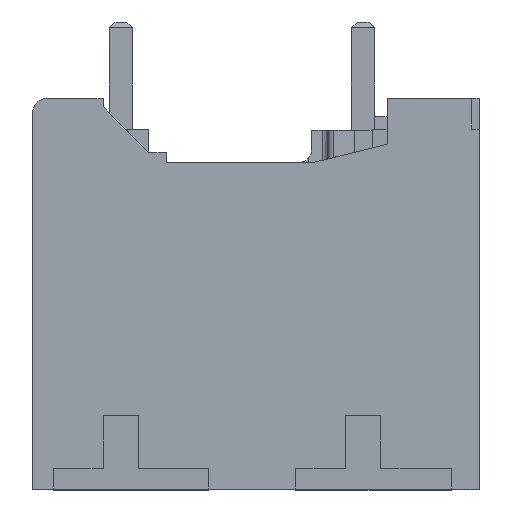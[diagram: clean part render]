
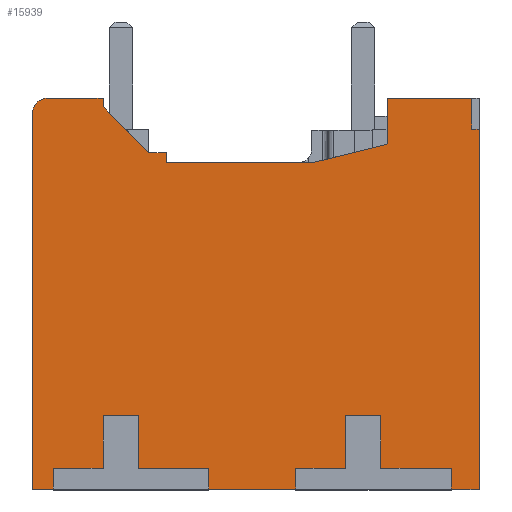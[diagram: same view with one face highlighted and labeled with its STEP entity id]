
A CAD part, top view. The second image highlights one B-rep face of the part: STEP entity #15939.
In plain terms, the highlighted planar face has unit normal (0, 0, 1).
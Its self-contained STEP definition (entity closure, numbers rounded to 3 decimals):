
#94=DIRECTION('',(0.707,0.707,0.));
#95=VECTOR('',#94,0.039);
#96=CARTESIAN_POINT('',(9.032,11.732,2.2));
#97=LINE('',#96,#95);
#98=DIRECTION('',(0.,-1.,0.));
#99=VECTOR('',#98,1.541);
#100=CARTESIAN_POINT('',(9.059,13.3,2.2));
#101=LINE('',#100,#99);
#102=DIRECTION('',(-1.,0.,0.));
#103=VECTOR('',#102,2.878);
#104=CARTESIAN_POINT('',(11.938,13.3,2.2));
#105=LINE('',#104,#103);
#106=DIRECTION('',(0.,1.,0.));
#107=VECTOR('',#106,1.05);
#108=CARTESIAN_POINT('',(11.938,12.25,2.2));
#109=LINE('',#108,#107);
#110=DIRECTION('',(1.,0.,0.));
#111=VECTOR('',#110,0.262);
#112=CARTESIAN_POINT('',(11.938,12.25,2.2));
#113=LINE('',#112,#111);
#114=DIRECTION('',(0.,-1.,0.));
#115=VECTOR('',#114,12.25);
#116=CARTESIAN_POINT('',(12.2,12.25,2.2));
#117=LINE('',#116,#115);
#118=DIRECTION('',(-1.,0.,0.));
#119=VECTOR('',#118,2.4);
#120=CARTESIAN_POINT('',(11.25,0.7,2.2));
#121=LINE('',#120,#119);
#122=DIRECTION('',(-1.,0.,0.));
#123=VECTOR('',#122,1.2);
#124=CARTESIAN_POINT('',(8.85,2.5,2.2));
#125=LINE('',#124,#123);
#126=DIRECTION('',(0.,-1.,0.));
#127=VECTOR('',#126,1.8);
#128=CARTESIAN_POINT('',(7.65,2.5,2.2));
#129=LINE('',#128,#127);
#130=DIRECTION('',(-1.,0.,0.));
#131=VECTOR('',#130,1.7);
#132=CARTESIAN_POINT('',(7.65,0.7,2.2));
#133=LINE('',#132,#131);
#134=DIRECTION('',(0.,-1.,0.));
#135=VECTOR('',#134,0.7);
#136=CARTESIAN_POINT('',(5.95,0.7,2.2));
#137=LINE('',#136,#135);
#138=DIRECTION('',(-1.,0.,0.));
#139=VECTOR('',#138,2.4);
#140=CARTESIAN_POINT('',(3.,0.7,2.2));
#141=LINE('',#140,#139);
#142=DIRECTION('',(-1.,0.,0.));
#143=VECTOR('',#142,1.2);
#144=CARTESIAN_POINT('',(0.6,2.5,2.2));
#145=LINE('',#144,#143);
#146=DIRECTION('',(0.,-1.,0.));
#147=VECTOR('',#146,1.8);
#148=CARTESIAN_POINT('',(-0.6,2.5,2.2));
#149=LINE('',#148,#147);
#150=DIRECTION('',(-1.,0.,0.));
#151=VECTOR('',#150,1.7);
#152=CARTESIAN_POINT('',(-0.6,0.7,2.2));
#153=LINE('',#152,#151);
#154=DIRECTION('',(0.,-1.,0.));
#155=VECTOR('',#154,0.7);
#156=CARTESIAN_POINT('',(-2.3,0.7,2.2));
#157=LINE('',#156,#155);
#158=DIRECTION('',(0.,1.,0.));
#159=VECTOR('',#158,12.8);
#160=CARTESIAN_POINT('',(-3.,0.,2.2));
#161=LINE('',#160,#159);
#162=CARTESIAN_POINT('',(-2.5,12.8,2.2));
#163=DIRECTION('',(0.,0.,-1.));
#164=DIRECTION('',(-1.,0.,0.));
#165=AXIS2_PLACEMENT_3D('',#162,#163,#164);
#167=DIRECTION('',(0.,1.,0.));
#168=VECTOR('',#167,0.295);
#169=CARTESIAN_POINT('',(-0.605,13.005,2.2));
#170=LINE('',#169,#168);
#171=DIRECTION('',(0.707,-0.707,0.));
#172=VECTOR('',#171,2.199);
#173=CARTESIAN_POINT('',(-0.605,13.005,2.2));
#174=LINE('',#173,#172);
#175=DIRECTION('',(-1.,0.,0.));
#176=VECTOR('',#175,0.596);
#177=CARTESIAN_POINT('',(1.546,11.451,2.2));
#178=LINE('',#177,#176);
#179=DIRECTION('',(0.,1.,0.));
#180=VECTOR('',#179,0.351);
#181=CARTESIAN_POINT('',(1.546,11.1,2.2));
#182=LINE('',#181,#180);
#183=DIRECTION('',(1.,0.,0.));
#184=VECTOR('',#183,4.959);
#185=CARTESIAN_POINT('',(1.546,11.1,2.2));
#186=LINE('',#185,#184);
#187=DIRECTION('',(-0.97,-0.243,0.));
#188=VECTOR('',#187,2.604);
#189=CARTESIAN_POINT('',(9.032,11.732,2.2));
#190=LINE('',#189,#188);
#734=DIRECTION('',(1.,0.,0.));
#735=VECTOR('',#734,2.95);
#736=CARTESIAN_POINT('',(3.,0.,2.2));
#737=LINE('',#736,#735);
#746=DIRECTION('',(1.,0.,0.));
#747=VECTOR('',#746,0.95);
#748=CARTESIAN_POINT('',(11.25,0.,2.2));
#749=LINE('',#748,#747);
#799=DIRECTION('',(1.,0.,0.));
#800=VECTOR('',#799,0.7);
#801=CARTESIAN_POINT('',(-3.,0.,2.2));
#802=LINE('',#801,#800);
#1542=DIRECTION('',(0.,-1.,0.));
#1543=VECTOR('',#1542,1.8);
#1544=CARTESIAN_POINT('',(8.85,2.5,2.2));
#1545=LINE('',#1544,#1543);
#1558=DIRECTION('',(0.,-1.,0.));
#1559=VECTOR('',#1558,0.7);
#1560=CARTESIAN_POINT('',(11.25,0.7,2.2));
#1561=LINE('',#1560,#1559);
#1962=DIRECTION('',(-1.,0.,0.));
#1963=VECTOR('',#1962,1.895);
#1964=CARTESIAN_POINT('',(-0.605,13.3,2.2));
#1965=LINE('',#1964,#1963);
#11974=DIRECTION('',(0.,-1.,0.));
#11975=VECTOR('',#11974,1.8);
#11976=CARTESIAN_POINT('',(0.6,2.5,2.2));
#11977=LINE('',#11976,#11975);
#11990=DIRECTION('',(0.,-1.,0.));
#11991=VECTOR('',#11990,0.7);
#11992=CARTESIAN_POINT('',(3.,0.7,2.2));
#11993=LINE('',#11992,#11991);
#12180=CARTESIAN_POINT('',(3.,0.,2.2));
#12181=CARTESIAN_POINT('',(5.95,0.,2.2));
#12182=VERTEX_POINT('',#12180);
#12183=VERTEX_POINT('',#12181);
#12188=CARTESIAN_POINT('',(11.25,0.,2.2));
#12189=VERTEX_POINT('',#12188);
#12190=CARTESIAN_POINT('',(12.2,0.,2.2));
#12191=VERTEX_POINT('',#12190);
#12216=CARTESIAN_POINT('',(-3.,0.,2.2));
#12217=VERTEX_POINT('',#12216);
#12218=CARTESIAN_POINT('',(-2.3,0.,2.2));
#12219=VERTEX_POINT('',#12218);
#12567=CARTESIAN_POINT('',(12.2,12.25,2.2));
#12569=VERTEX_POINT('',#12567);
#12659=CARTESIAN_POINT('',(-2.5,13.3,2.2));
#12661=VERTEX_POINT('',#12659);
#12668=CARTESIAN_POINT('',(7.65,2.5,2.2));
#12669=CARTESIAN_POINT('',(7.65,0.7,2.2));
#12670=VERTEX_POINT('',#12668);
#12671=VERTEX_POINT('',#12669);
#12672=CARTESIAN_POINT('',(5.95,0.7,2.2));
#12673=VERTEX_POINT('',#12672);
#12674=CARTESIAN_POINT('',(3.,0.7,2.2));
#12675=VERTEX_POINT('',#12674);
#12676=CARTESIAN_POINT('',(0.6,0.7,2.2));
#12677=VERTEX_POINT('',#12676);
#12678=CARTESIAN_POINT('',(0.6,2.5,2.2));
#12679=VERTEX_POINT('',#12678);
#12680=CARTESIAN_POINT('',(-0.6,2.5,2.2));
#12681=VERTEX_POINT('',#12680);
#12682=CARTESIAN_POINT('',(-0.6,0.7,2.2));
#12683=VERTEX_POINT('',#12682);
#12684=CARTESIAN_POINT('',(-2.3,0.7,2.2));
#12685=VERTEX_POINT('',#12684);
#12686=CARTESIAN_POINT('',(-3.,12.8,2.2));
#12687=VERTEX_POINT('',#12686);
#12688=CARTESIAN_POINT('',(11.25,0.7,2.2));
#12689=VERTEX_POINT('',#12688);
#12690=CARTESIAN_POINT('',(8.85,0.7,2.2));
#12691=VERTEX_POINT('',#12690);
#12692=CARTESIAN_POINT('',(8.85,2.5,2.2));
#12693=VERTEX_POINT('',#12692);
#13730=CARTESIAN_POINT('',(11.938,13.3,2.2));
#13731=CARTESIAN_POINT('',(9.059,13.3,2.2));
#13732=VERTEX_POINT('',#13730);
#13733=VERTEX_POINT('',#13731);
#13738=CARTESIAN_POINT('',(1.546,11.451,2.2));
#13740=VERTEX_POINT('',#13738);
#13742=CARTESIAN_POINT('',(-0.605,13.3,2.2));
#13744=VERTEX_POINT('',#13742);
#13773=CARTESIAN_POINT('',(6.505,11.1,2.2));
#13775=VERTEX_POINT('',#13773);
#13797=CARTESIAN_POINT('',(1.546,11.1,2.2));
#13799=VERTEX_POINT('',#13797);
#13801=CARTESIAN_POINT('',(0.949,11.451,2.2));
#13803=VERTEX_POINT('',#13801);
#13805=CARTESIAN_POINT('',(-0.605,13.005,2.2));
#13807=VERTEX_POINT('',#13805);
#13835=CARTESIAN_POINT('',(11.938,12.25,2.2));
#13837=VERTEX_POINT('',#13835);
#13883=CARTESIAN_POINT('',(9.059,11.759,2.2));
#13885=VERTEX_POINT('',#13883);
#13887=CARTESIAN_POINT('',(9.032,11.732,2.2));
#13889=VERTEX_POINT('',#13887);
#15870=CARTESIAN_POINT('',(0.,0.,2.2));
#15871=DIRECTION('',(0.,0.,1.));
#15872=DIRECTION('',(1.,0.,0.));
#15873=AXIS2_PLACEMENT_3D('',#15870,#15871,#15872);
#15874=PLANE('',#15873);
#15876=ORIENTED_EDGE('',*,*,#15875,.T.);
#15878=ORIENTED_EDGE('',*,*,#15877,.F.);
#15880=ORIENTED_EDGE('',*,*,#15879,.F.);
#15882=ORIENTED_EDGE('',*,*,#15881,.F.);
#15884=ORIENTED_EDGE('',*,*,#15883,.T.);
#15886=ORIENTED_EDGE('',*,*,#15885,.T.);
#15888=ORIENTED_EDGE('',*,*,#15887,.F.);
#15890=ORIENTED_EDGE('',*,*,#15889,.F.);
#15892=ORIENTED_EDGE('',*,*,#15891,.T.);
#15894=ORIENTED_EDGE('',*,*,#15893,.F.);
#15896=ORIENTED_EDGE('',*,*,#15895,.T.);
#15898=ORIENTED_EDGE('',*,*,#15897,.T.);
#15900=ORIENTED_EDGE('',*,*,#15899,.T.);
#15902=ORIENTED_EDGE('',*,*,#15901,.T.);
#15904=ORIENTED_EDGE('',*,*,#15903,.F.);
#15906=ORIENTED_EDGE('',*,*,#15905,.F.);
#15908=ORIENTED_EDGE('',*,*,#15907,.T.);
#15910=ORIENTED_EDGE('',*,*,#15909,.F.);
#15912=ORIENTED_EDGE('',*,*,#15911,.T.);
#15914=ORIENTED_EDGE('',*,*,#15913,.T.);
#15916=ORIENTED_EDGE('',*,*,#15915,.T.);
#15918=ORIENTED_EDGE('',*,*,#15917,.T.);
#15920=ORIENTED_EDGE('',*,*,#15919,.F.);
#15922=ORIENTED_EDGE('',*,*,#15921,.T.);
#15924=ORIENTED_EDGE('',*,*,#15923,.T.);
#15926=ORIENTED_EDGE('',*,*,#15925,.F.);
#15928=ORIENTED_EDGE('',*,*,#15927,.F.);
#15929=ORIENTED_EDGE('',*,*,#15857,.T.);
#15930=ORIENTED_EDGE('',*,*,#15846,.F.);
#15932=ORIENTED_EDGE('',*,*,#15931,.F.);
#15934=ORIENTED_EDGE('',*,*,#15933,.T.);
#15936=ORIENTED_EDGE('',*,*,#15935,.F.);
#15937=EDGE_LOOP('',(#15876,#15878,#15880,#15882,#15884,#15886,#15888,#15890,
#15892,#15894,#15896,#15898,#15900,#15902,#15904,#15906,#15908,#15910,#15912,
#15914,#15916,#15918,#15920,#15922,#15924,#15926,#15928,#15929,#15930,#15932,
#15934,#15936));
#15938=FACE_OUTER_BOUND('',#15937,.F.);
#166=CIRCLE('',#165,0.5);
#15846=EDGE_CURVE('',#13740,#13803,#178,.T.);
#15857=EDGE_CURVE('',#13807,#13803,#174,.T.);
#15875=EDGE_CURVE('',#13889,#13885,#97,.T.);
#15877=EDGE_CURVE('',#13733,#13885,#101,.T.);
#15879=EDGE_CURVE('',#13732,#13733,#105,.T.);
#15881=EDGE_CURVE('',#13837,#13732,#109,.T.);
#15883=EDGE_CURVE('',#13837,#12569,#113,.T.);
#15885=EDGE_CURVE('',#12569,#12191,#117,.T.);
#15887=EDGE_CURVE('',#12189,#12191,#749,.T.);
#15889=EDGE_CURVE('',#12689,#12189,#1561,.T.);
#15891=EDGE_CURVE('',#12689,#12691,#121,.T.);
#15893=EDGE_CURVE('',#12693,#12691,#1545,.T.);
#15895=EDGE_CURVE('',#12693,#12670,#125,.T.);
#15897=EDGE_CURVE('',#12670,#12671,#129,.T.);
#15899=EDGE_CURVE('',#12671,#12673,#133,.T.);
#15901=EDGE_CURVE('',#12673,#12183,#137,.T.);
#15903=EDGE_CURVE('',#12182,#12183,#737,.T.);
#15905=EDGE_CURVE('',#12675,#12182,#11993,.T.);
#15907=EDGE_CURVE('',#12675,#12677,#141,.T.);
#15909=EDGE_CURVE('',#12679,#12677,#11977,.T.);
#15911=EDGE_CURVE('',#12679,#12681,#145,.T.);
#15913=EDGE_CURVE('',#12681,#12683,#149,.T.);
#15915=EDGE_CURVE('',#12683,#12685,#153,.T.);
#15917=EDGE_CURVE('',#12685,#12219,#157,.T.);
#15919=EDGE_CURVE('',#12217,#12219,#802,.T.);
#15921=EDGE_CURVE('',#12217,#12687,#161,.T.);
#15923=EDGE_CURVE('',#12687,#12661,#166,.T.);
#15925=EDGE_CURVE('',#13744,#12661,#1965,.T.);
#15927=EDGE_CURVE('',#13807,#13744,#170,.T.);
#15931=EDGE_CURVE('',#13799,#13740,#182,.T.);
#15933=EDGE_CURVE('',#13799,#13775,#186,.T.);
#15935=EDGE_CURVE('',#13889,#13775,#190,.T.);
#15939=ADVANCED_FACE('',(#15938),#15874,.T.);
